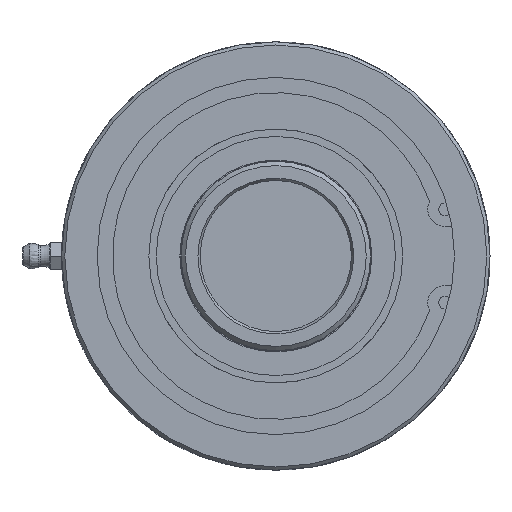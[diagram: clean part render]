
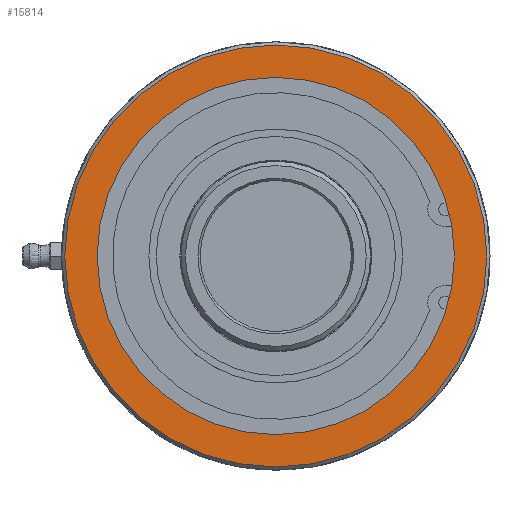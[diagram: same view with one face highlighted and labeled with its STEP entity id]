
A CAD part, left-side view. The second image highlights one B-rep face of the part: STEP entity #15814.
In plain terms, the highlighted planar face has unit normal (-1, 0, 0).
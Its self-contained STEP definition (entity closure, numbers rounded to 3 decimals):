
#795=PLANE('',#16807);
#902=FACE_BOUND('',#3216,.T.);
#1355=CIRCLE('',#16805,53.2);
#1356=CIRCLE('',#16808,45.035);
#2229=FACE_OUTER_BOUND('',#3215,.T.);
#3215=EDGE_LOOP('',(#14342));
#3216=EDGE_LOOP('',(#14343));
#7563=VERTEX_POINT('',#36037);
#7564=VERTEX_POINT('',#36042);
#9841=EDGE_CURVE('',#7563,#7563,#1355,.T.);
#9843=EDGE_CURVE('',#7564,#7564,#1356,.T.);
#14342=ORIENTED_EDGE('',*,*,#9841,.F.);
#14343=ORIENTED_EDGE('',*,*,#9843,.T.);
#15814=ADVANCED_FACE('',(#2229,#902),#795,.F.);
#16805=AXIS2_PLACEMENT_3D('',#36038,#19658,#19659);
#16807=AXIS2_PLACEMENT_3D('',#36041,#19663,#19664);
#16808=AXIS2_PLACEMENT_3D('',#36043,#19665,#19666);
#19658=DIRECTION('center_axis',(1.,0.,0.));
#19659=DIRECTION('ref_axis',(0.,-1.,0.));
#19663=DIRECTION('center_axis',(1.,0.,0.));
#19664=DIRECTION('ref_axis',(0.,0.,-1.));
#19665=DIRECTION('center_axis',(1.,0.,0.));
#19666=DIRECTION('ref_axis',(0.,1.,0.));
#36037=CARTESIAN_POINT('',(2.,53.2,0.));
#36038=CARTESIAN_POINT('Origin',(2.,0.,0.));
#36041=CARTESIAN_POINT('Origin',(2.,27.,0.));
#36042=CARTESIAN_POINT('',(2.,-45.035,0.));
#36043=CARTESIAN_POINT('Origin',(2.,0.,0.));
